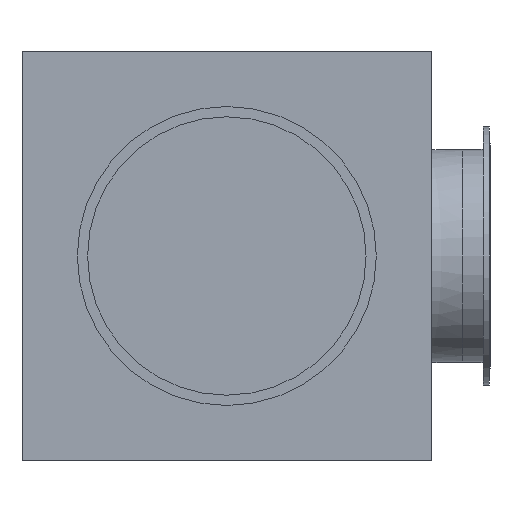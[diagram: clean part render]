
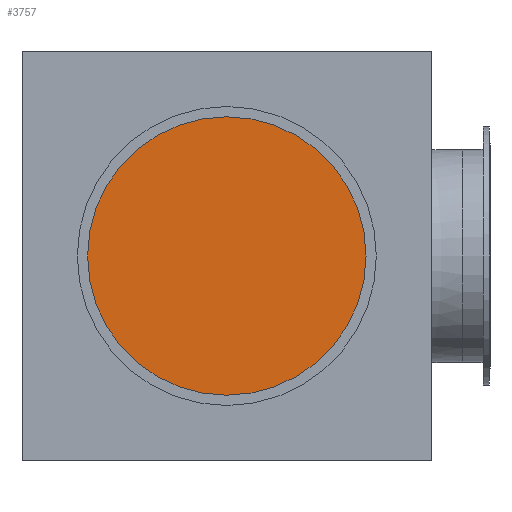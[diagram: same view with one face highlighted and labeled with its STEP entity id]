
A CAD part, front view. The second image highlights one B-rep face of the part: STEP entity #3757.
In plain terms, the highlighted planar face has unit normal (0, -1, 0).
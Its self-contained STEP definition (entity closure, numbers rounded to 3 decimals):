
#363=PLANE('',#4312);
#552=FACE_OUTER_BOUND('',#1007,.T.);
#1007=EDGE_LOOP('',(#3417));
#1642=CIRCLE('',#4313,679.749);
#1967=VERTEX_POINT('',#7115);
#2451=EDGE_CURVE('',#1967,#1967,#1642,.T.);
#3417=ORIENTED_EDGE('',*,*,#2451,.F.);
#3757=ADVANCED_FACE('',(#552),#363,.T.);
#4312=AXIS2_PLACEMENT_3D('',#7114,#5486,#5487);
#4313=AXIS2_PLACEMENT_3D('',#7116,#5488,#5489);
#5486=DIRECTION('center_axis',(0.,-1.,0.));
#5487=DIRECTION('ref_axis',(0.,0.,-1.));
#5488=DIRECTION('center_axis',(0.,1.,0.));
#5489=DIRECTION('ref_axis',(1.,0.,0.));
#7114=CARTESIAN_POINT('Origin',(-679.749,-914.954,0.));
#7115=CARTESIAN_POINT('',(679.749,-914.954,0.));
#7116=CARTESIAN_POINT('Origin',(0.,-914.954,0.));
